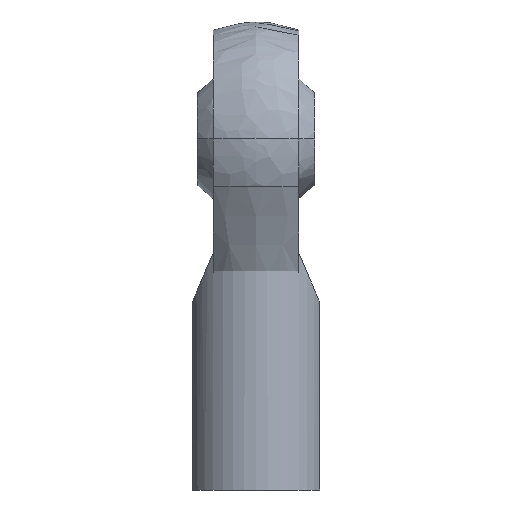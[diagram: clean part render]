
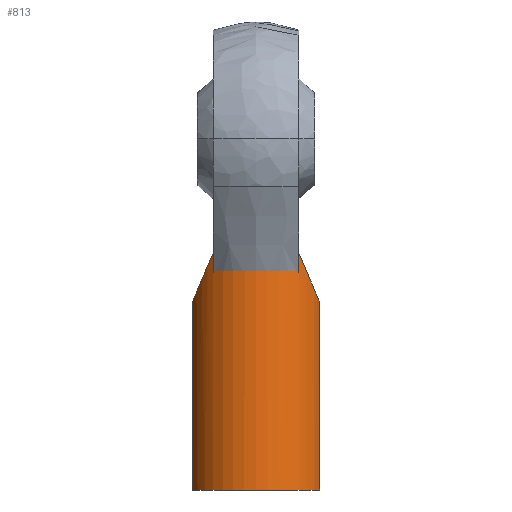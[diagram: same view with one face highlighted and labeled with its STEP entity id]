
A CAD part, left-side view. The second image highlights one B-rep face of the part: STEP entity #813.
In plain terms, the highlighted cylindrical face has radius 20.637 mm (diameter 41.275 mm), a partial arc.
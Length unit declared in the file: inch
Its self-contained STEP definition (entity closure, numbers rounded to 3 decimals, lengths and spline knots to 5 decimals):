
#150 = ORIENTED_EDGE ( 'NONE', *, *, #1226, .F. ) ;
#172 = CYLINDRICAL_SURFACE ( 'NONE', #861, 0.8125 ) ;
#182 = CARTESIAN_POINT ( 'NONE',  ( -0.44221, 0.69595, -1.79064 ) ) ;
#187 = EDGE_CURVE ( 'NONE', #1746, #272, #1151, .T. ) ;
#203 = CARTESIAN_POINT ( 'NONE',  ( -0.55396, 0.61076, -1.58994 ) ) ;
#254 = EDGE_CURVE ( 'NONE', #1272, #1358, #547, .T. ) ;
#258 = CARTESIAN_POINT ( 'NONE',  ( -0.3125, -0.75, -1.91796 ) ) ;
#272 = VERTEX_POINT ( 'NONE', #825 ) ;
#369 = DIRECTION ( 'NONE',  ( 0., 0., -1. ) ) ;
#389 = EDGE_CURVE ( 'NONE', #272, #1272, #965, .T. ) ;
#392 = DIRECTION ( 'NONE',  ( 0., 0., 1. ) ) ;
#400 = CARTESIAN_POINT ( 'NONE',  ( 0., 0., -4.125 ) ) ;
#408 = DIRECTION ( 'NONE',  ( 0., 0., -1. ) ) ;
#426 = VERTEX_POINT ( 'NONE', #1371 ) ;
#472 = CARTESIAN_POINT ( 'NONE',  ( 0., 0., -2.727 ) ) ;
#547 = CIRCLE ( 'NONE', #1297, 0.8125 ) ;
#574 =( BOUNDED_CURVE ( )  B_SPLINE_CURVE ( 3, ( #1047, #182, #203, #1220 ),
 .UNSPECIFIED., .F., .F. ) 
 B_SPLINE_CURVE_WITH_KNOTS ( ( 4, 4 ),
 ( 3.53638, 4.04952 ),
 .UNSPECIFIED. ) 
 CURVE ( )  GEOMETRIC_REPRESENTATION_ITEM ( )  RATIONAL_B_SPLINE_CURVE ( ( 1., 0.978, 0.978, 1. ) ) 
 REPRESENTATION_ITEM ( '' )  );
#601 = DIRECTION ( 'NONE',  ( 1., 0., 0. ) ) ;
#617 = CARTESIAN_POINT ( 'NONE',  ( -0.3125, 0.75, -1.91796 ) ) ;
#641 = AXIS2_PLACEMENT_3D ( 'NONE', #1135, #711, #1720 ) ;
#711 = DIRECTION ( 'NONE',  ( 0., 0., 1. ) ) ;
#757 = CARTESIAN_POINT ( 'NONE',  ( -0.3125, 0.75, -4.125 ) ) ;
#767 = CIRCLE ( 'NONE', #641, 0.8125 ) ;
#786 = CARTESIAN_POINT ( 'NONE',  ( -0.64043, -0.5, -1.329 ) ) ;
#796 = VERTEX_POINT ( 'NONE', #617 ) ;
#813 = ADVANCED_FACE ( 'NONE', ( #1518 ), #172, .T. ) ;
#825 = CARTESIAN_POINT ( 'NONE',  ( -0.3125, -0.75, -1.91796 ) ) ;
#861 = AXIS2_PLACEMENT_3D ( 'NONE', #472, #1480, #601 ) ;
#933 = CARTESIAN_POINT ( 'NONE',  ( -0.3125, 0.75, -2. ) ) ;
#947 = EDGE_CURVE ( 'NONE', #426, #1746, #767, .T. ) ;
#965 = LINE ( 'NONE', #1238, #1298 ) ;
#1009 = ORIENTED_EDGE ( 'NONE', *, *, #947, .F. ) ;
#1047 = CARTESIAN_POINT ( 'NONE',  ( -0.3125, 0.75, -1.91796 ) ) ;
#1066 = CARTESIAN_POINT ( 'NONE',  ( -0.3125, -0.75, -4.125 ) ) ;
#1111 = ORIENTED_EDGE ( 'NONE', *, *, #389, .F. ) ;
#1135 = CARTESIAN_POINT ( 'NONE',  ( 0., 0., -1.329 ) ) ;
#1151 =( BOUNDED_CURVE ( )  B_SPLINE_CURVE ( 3, ( #1688, #1675, #1256, #258 ),
 .UNSPECIFIED., .F., .F. ) 
 B_SPLINE_CURVE_WITH_KNOTS ( ( 4, 4 ),
 ( 2.23367, 2.7468 ),
 .UNSPECIFIED. ) 
 CURVE ( )  GEOMETRIC_REPRESENTATION_ITEM ( )  RATIONAL_B_SPLINE_CURVE ( ( 1., 0.978, 0.978, 1. ) ) 
 REPRESENTATION_ITEM ( '' )  );
#1214 = LINE ( 'NONE', #933, #1868 ) ;
#1220 = CARTESIAN_POINT ( 'NONE',  ( -0.64043, 0.5, -1.329 ) ) ;
#1226 = EDGE_CURVE ( 'NONE', #796, #426, #574, .T. ) ;
#1238 = CARTESIAN_POINT ( 'NONE',  ( -0.3125, -0.75, -2. ) ) ;
#1256 = CARTESIAN_POINT ( 'NONE',  ( -0.44221, -0.69595, -1.79064 ) ) ;
#1272 = VERTEX_POINT ( 'NONE', #1066 ) ;
#1297 = AXIS2_PLACEMENT_3D ( 'NONE', #400, #408, #1697 ) ;
#1298 = VECTOR ( 'NONE', #369, 39.37008 ) ;
#1302 = ORIENTED_EDGE ( 'NONE', *, *, #254, .F. ) ;
#1316 = ORIENTED_EDGE ( 'NONE', *, *, #1619, .F. ) ;
#1358 = VERTEX_POINT ( 'NONE', #757 ) ;
#1371 = CARTESIAN_POINT ( 'NONE',  ( -0.64043, 0.5, -1.329 ) ) ;
#1480 = DIRECTION ( 'NONE',  ( 0., 0., 1. ) ) ;
#1518 = FACE_OUTER_BOUND ( 'NONE', #1589, .T. ) ;
#1589 = EDGE_LOOP ( 'NONE', ( #1316, #1302, #1111, #1723, #1009, #150 ) ) ;
#1619 = EDGE_CURVE ( 'NONE', #1358, #796, #1214, .T. ) ;
#1675 = CARTESIAN_POINT ( 'NONE',  ( -0.55396, -0.61076, -1.58994 ) ) ;
#1688 = CARTESIAN_POINT ( 'NONE',  ( -0.64043, -0.5, -1.329 ) ) ;
#1697 = DIRECTION ( 'NONE',  ( 1., 0., 0. ) ) ;
#1720 = DIRECTION ( 'NONE',  ( 1., 0., 0. ) ) ;
#1723 = ORIENTED_EDGE ( 'NONE', *, *, #187, .F. ) ;
#1746 = VERTEX_POINT ( 'NONE', #786 ) ;
#1868 = VECTOR ( 'NONE', #392, 39.37008 ) ;
